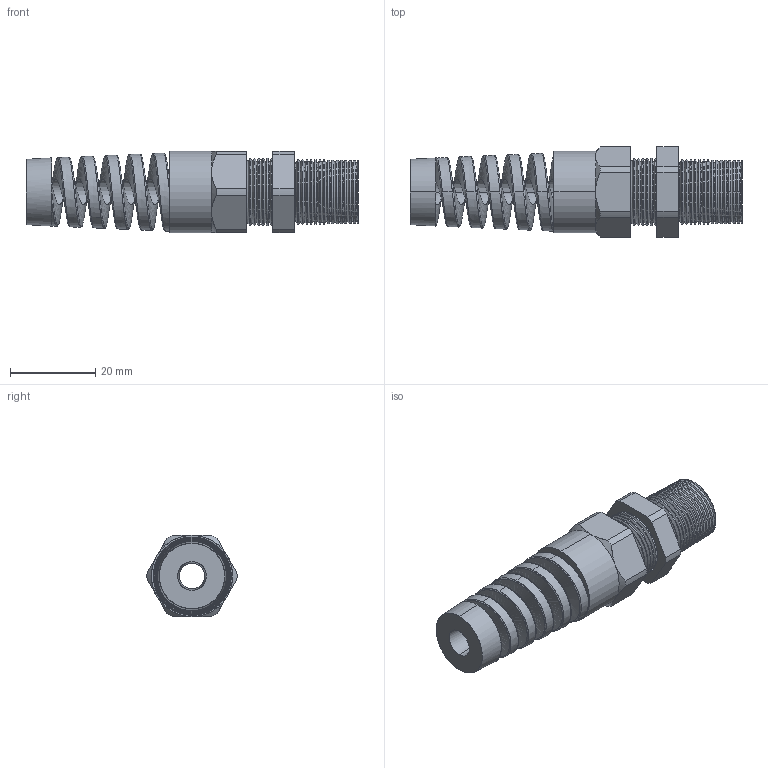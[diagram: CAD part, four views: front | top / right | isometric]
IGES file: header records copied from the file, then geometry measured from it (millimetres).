
Start section: SolidWorks IGES file using analytic representation for surfaces
Global section: file name: CF16DR-GY.IGS; native system: SolidWorks 2007; preprocessor: SolidWorks 2007; author: BAYSTATE-01; date: 080524.142700; units: inch
Bounding box: 77.98 x 21.14 x 19.05 mm (x, y, z)
Surface area: 8889.3 mm2 (no closed solid volume)
Topology: 0 solids, 0 shells, 220 faces, 2442 edges, 2442 vertices
Faces by surface type: revolution 185, bspline 35
